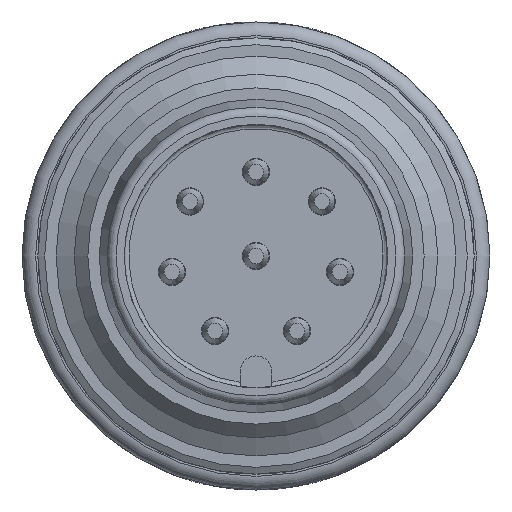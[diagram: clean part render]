
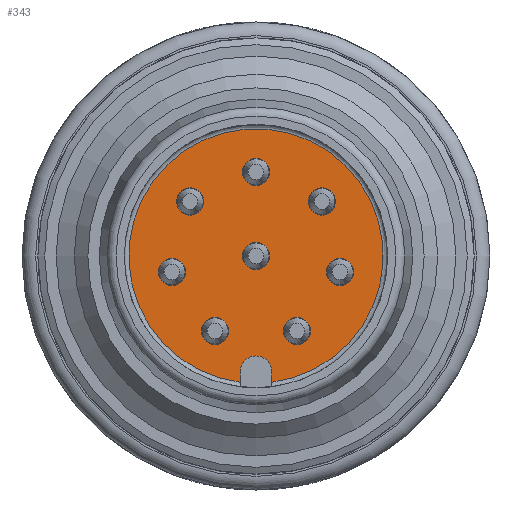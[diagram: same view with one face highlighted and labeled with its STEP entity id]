
A CAD part, front view. The second image highlights one B-rep face of the part: STEP entity #343.
In plain terms, the highlighted planar face has unit normal (0, -1, 0).
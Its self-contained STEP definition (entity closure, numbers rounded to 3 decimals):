
#343=ADVANCED_FACE('',(#668,#669,#670,#671,#672,#673,#674,#675,#676),#507,
 .T.);
#507=PLANE('',#2303);
#548=LINE('',#3290,#608);
#549=LINE('',#3294,#609);
#608=VECTOR('',#2618,1.);
#609=VECTOR('',#2621,1.);
#668=FACE_BOUND('',#779,.T.);
#669=FACE_BOUND('',#780,.T.);
#670=FACE_BOUND('',#781,.T.);
#671=FACE_BOUND('',#782,.T.);
#672=FACE_BOUND('',#783,.T.);
#673=FACE_BOUND('',#784,.T.);
#674=FACE_BOUND('',#785,.T.);
#675=FACE_BOUND('',#786,.T.);
#676=FACE_BOUND('',#787,.T.);
#779=EDGE_LOOP('',(#1006));
#780=EDGE_LOOP('',(#1007));
#781=EDGE_LOOP('',(#1008));
#782=EDGE_LOOP('',(#1009));
#783=EDGE_LOOP('',(#1010));
#784=EDGE_LOOP('',(#1011));
#785=EDGE_LOOP('',(#1012));
#786=EDGE_LOOP('',(#1013));
#787=EDGE_LOOP('',(#1014,#1015,#1016,#1017));
#1006=ORIENTED_EDGE('',*,*,#1816,.F.);
#1007=ORIENTED_EDGE('',*,*,#1817,.F.);
#1008=ORIENTED_EDGE('',*,*,#1818,.T.);
#1009=ORIENTED_EDGE('',*,*,#1819,.T.);
#1010=ORIENTED_EDGE('',*,*,#1820,.T.);
#1011=ORIENTED_EDGE('',*,*,#1821,.T.);
#1012=ORIENTED_EDGE('',*,*,#1822,.F.);
#1013=ORIENTED_EDGE('',*,*,#1823,.F.);
#1014=ORIENTED_EDGE('',*,*,#1824,.T.);
#1015=ORIENTED_EDGE('',*,*,#1825,.T.);
#1016=ORIENTED_EDGE('',*,*,#1826,.T.);
#1017=ORIENTED_EDGE('',*,*,#1827,.T.);
#1612=VERTEX_POINT('',#3272);
#1613=VERTEX_POINT('',#3274);
#1614=VERTEX_POINT('',#3276);
#1615=VERTEX_POINT('',#3278);
#1616=VERTEX_POINT('',#3280);
#1617=VERTEX_POINT('',#3282);
#1618=VERTEX_POINT('',#3284);
#1619=VERTEX_POINT('',#3286);
#1620=VERTEX_POINT('',#3288);
#1621=VERTEX_POINT('',#3289);
#1622=VERTEX_POINT('',#3291);
#1623=VERTEX_POINT('',#3293);
#1816=EDGE_CURVE('',#1612,#1612,#2119,.T.);
#1817=EDGE_CURVE('',#1613,#1613,#2120,.T.);
#1818=EDGE_CURVE('',#1614,#1614,#2121,.T.);
#1819=EDGE_CURVE('',#1615,#1615,#2122,.T.);
#1820=EDGE_CURVE('',#1616,#1616,#2123,.T.);
#1821=EDGE_CURVE('',#1617,#1617,#2124,.T.);
#1822=EDGE_CURVE('',#1618,#1618,#2125,.T.);
#1823=EDGE_CURVE('',#1619,#1619,#2126,.T.);
#1824=EDGE_CURVE('',#1620,#1621,#2127,.T.);
#1825=EDGE_CURVE('',#1621,#1622,#548,.T.);
#1826=EDGE_CURVE('',#1622,#1623,#2128,.T.);
#1827=EDGE_CURVE('',#1623,#1620,#549,.T.);
#2119=CIRCLE('',#2293,0.3);
#2120=CIRCLE('',#2294,0.3);
#2121=CIRCLE('',#2295,0.3);
#2122=CIRCLE('',#2296,0.3);
#2123=CIRCLE('',#2297,0.3);
#2124=CIRCLE('',#2298,0.3);
#2125=CIRCLE('',#2299,0.3);
#2126=CIRCLE('',#2300,0.3);
#2127=CIRCLE('',#2301,2.8);
#2128=CIRCLE('',#2302,0.35);
#2293=AXIS2_PLACEMENT_3D('',#3271,#2600,#2601);
#2294=AXIS2_PLACEMENT_3D('',#3273,#2602,#2603);
#2295=AXIS2_PLACEMENT_3D('',#3275,#2604,#2605);
#2296=AXIS2_PLACEMENT_3D('',#3277,#2606,#2607);
#2297=AXIS2_PLACEMENT_3D('',#3279,#2608,#2609);
#2298=AXIS2_PLACEMENT_3D('',#3281,#2610,#2611);
#2299=AXIS2_PLACEMENT_3D('',#3283,#2612,#2613);
#2300=AXIS2_PLACEMENT_3D('',#3285,#2614,#2615);
#2301=AXIS2_PLACEMENT_3D('',#3287,#2616,#2617);
#2302=AXIS2_PLACEMENT_3D('',#3292,#2619,#2620);
#2303=AXIS2_PLACEMENT_3D('',#3295,#2622,#2623);
#2600=DIRECTION('',(0.,-1.,0.));
#2601=DIRECTION('',(1.,0.,0.));
#2602=DIRECTION('',(0.,-1.,0.));
#2603=DIRECTION('',(1.,0.,0.));
#2604=DIRECTION('',(0.,1.,0.));
#2605=DIRECTION('',(1.,0.,0.));
#2606=DIRECTION('',(0.,1.,0.));
#2607=DIRECTION('',(-1.,0.,0.));
#2608=DIRECTION('',(0.,1.,0.));
#2609=DIRECTION('',(-1.,0.,0.));
#2610=DIRECTION('',(0.,1.,0.));
#2611=DIRECTION('',(-1.,0.,0.));
#2612=DIRECTION('',(0.,-1.,0.));
#2613=DIRECTION('',(1.,0.,0.));
#2614=DIRECTION('',(0.,-1.,0.));
#2615=DIRECTION('',(1.,0.,0.));
#2616=DIRECTION('',(0.,-1.,0.));
#2617=DIRECTION('',(0.,0.,1.));
#2618=DIRECTION('',(0.,0.,1.));
#2619=DIRECTION('',(0.,1.,0.));
#2620=DIRECTION('',(1.,0.,0.));
#2621=DIRECTION('',(0.,0.,-1.));
#2622=DIRECTION('',(0.,-1.,0.));
#2623=DIRECTION('',(0.,0.,1.));
#3271=CARTESIAN_POINT('',(-0.888,-39.827,34.726));
#3272=CARTESIAN_POINT('',(-0.588,-39.827,34.726));
#3273=CARTESIAN_POINT('',(-1.838,-39.827,33.426));
#3274=CARTESIAN_POINT('',(-1.538,-39.827,33.426));
#3275=CARTESIAN_POINT('',(-2.738,-39.827,36.926));
#3276=CARTESIAN_POINT('',(-2.438,-39.827,36.926));
#3277=CARTESIAN_POINT('',(-4.588,-39.827,34.726));
#3278=CARTESIAN_POINT('',(-4.888,-39.827,34.726));
#3279=CARTESIAN_POINT('',(-4.188,-39.827,36.276));
#3280=CARTESIAN_POINT('',(-4.488,-39.827,36.276));
#3281=CARTESIAN_POINT('',(-3.638,-39.827,33.426));
#3282=CARTESIAN_POINT('',(-3.938,-39.827,33.426));
#3283=CARTESIAN_POINT('',(-2.738,-39.827,35.076));
#3284=CARTESIAN_POINT('',(-2.438,-39.827,35.076));
#3285=CARTESIAN_POINT('',(-1.288,-39.827,36.276));
#3286=CARTESIAN_POINT('',(-0.988,-39.827,36.276));
#3287=CARTESIAN_POINT('',(-2.738,-39.827,35.076));
#3288=CARTESIAN_POINT('',(-2.388,-39.827,32.298));
#3289=CARTESIAN_POINT('',(-3.088,-39.827,32.298));
#3290=CARTESIAN_POINT('',(-3.088,-39.827,32.076));
#3291=CARTESIAN_POINT('',(-3.088,-39.827,32.526));
#3292=CARTESIAN_POINT('',(-2.738,-39.827,32.526));
#3293=CARTESIAN_POINT('',(-2.388,-39.827,32.526));
#3294=CARTESIAN_POINT('',(-2.388,-39.827,32.526));
#3295=CARTESIAN_POINT('',(-2.738,-39.827,32.176));
